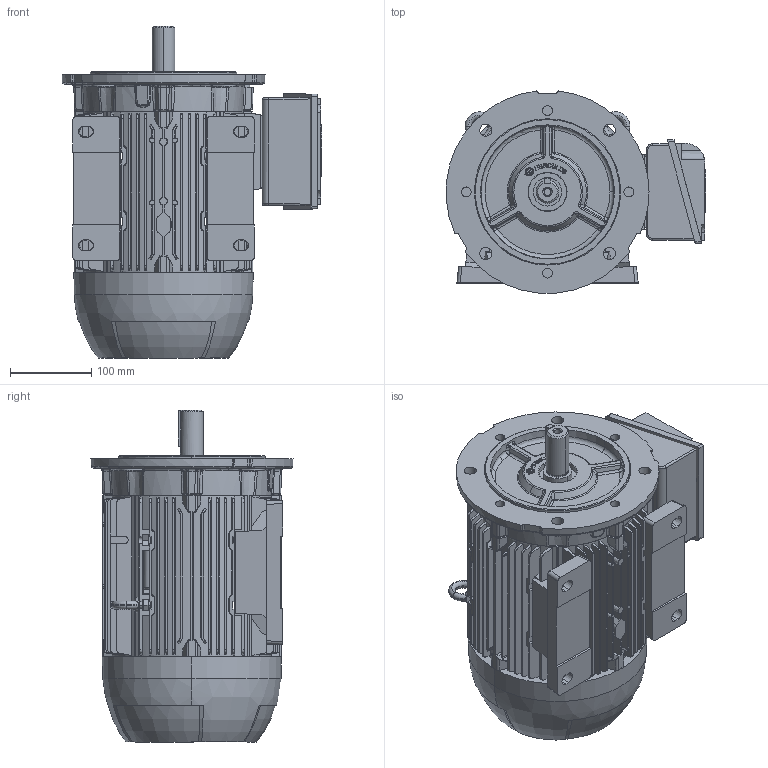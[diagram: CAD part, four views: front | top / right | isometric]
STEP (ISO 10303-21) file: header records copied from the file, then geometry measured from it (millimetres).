
FILE_DESCRIPTION (( 'STEP AP203' ), '1' );
FILE_NAME ('112S_CP_FF_LEFT.STEP', '2022-06-28T20:03:34', ( '' ), ( '' ), 'SwSTEP 2.0', 'SolidWorks 2020', '' );
FILE_SCHEMA (( 'CONFIG_CONTROL_DESIGN' ));
Length unit declared in the file: millimetre
Products named in the file (1): 112S_CP_FF_LEFT
Bounding box: 319.29 x 248.63 x 408.5 mm (x, y, z)
Surface area: 751848.6 mm2 (no closed solid volume)
Topology: 0 solids, 17 shells, 1863 faces, 5798 edges, 3895 vertices
Faces by surface type: plane 934, cylinder 398, cone 225, bspline 203, torus 103
Entity records: 73838 total; most frequent: CARTESIAN_POINT 27241, ORIENTED_EDGE 10212, DIRECTION 8399, EDGE_CURVE 5759, VERTEX_POINT 3895, VECTOR 3009, LINE 3009, AXIS2_PLACEMENT_3D 2695
